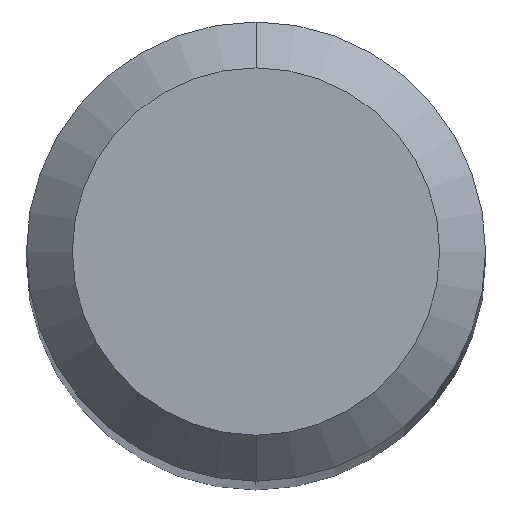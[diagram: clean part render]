
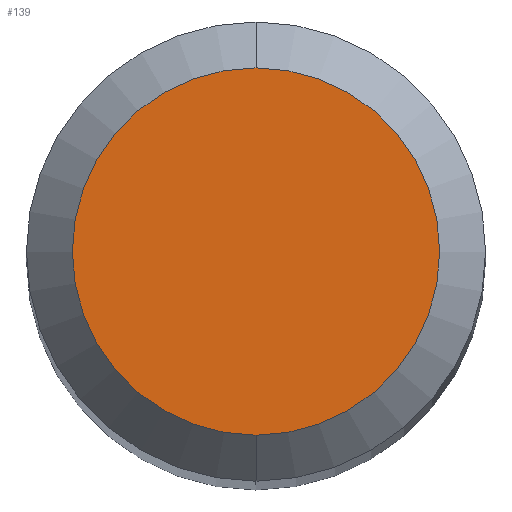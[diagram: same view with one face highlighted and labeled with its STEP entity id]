
A CAD part, top view. The second image highlights one B-rep face of the part: STEP entity #139.
In plain terms, the highlighted planar face has unit normal (0, 0, 1).
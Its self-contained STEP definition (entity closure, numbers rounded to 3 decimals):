
#26 = EDGE_LOOP ( 'NONE', ( #233, #429 ) ) ;
#35 = PLANE ( 'NONE',  #256 ) ;
#36 = VERTEX_POINT ( 'NONE', #322 ) ;
#40 = FACE_OUTER_BOUND ( 'NONE', #26, .T. ) ;
#54 = AXIS2_PLACEMENT_3D ( 'NONE', #99, #411, #367 ) ;
#69 = DIRECTION ( 'NONE',  ( 0., 1., 0. ) ) ;
#79 = AXIS2_PLACEMENT_3D ( 'NONE', #126, #362, #262 ) ;
#86 = EDGE_CURVE ( 'NONE', #36, #291, #377, .T. ) ;
#93 = DIRECTION ( 'NONE',  ( 0., 0., -1. ) ) ;
#99 = CARTESIAN_POINT ( 'NONE',  ( 0., 0., 38. ) ) ;
#126 = CARTESIAN_POINT ( 'NONE',  ( 0., 0., 38. ) ) ;
#132 = CARTESIAN_POINT ( 'NONE',  ( 0., 0., 38. ) ) ;
#139 = ADVANCED_FACE ( 'NONE', ( #40 ), #35, .F. ) ;
#159 = EDGE_CURVE ( 'NONE', #291, #36, #390, .T. ) ;
#233 = ORIENTED_EDGE ( 'NONE', *, *, #86, .F. ) ;
#250 = CARTESIAN_POINT ( 'NONE',  ( 0., -1.2, 38. ) ) ;
#256 = AXIS2_PLACEMENT_3D ( 'NONE', #132, #93, #69 ) ;
#262 = DIRECTION ( 'NONE',  ( 0., 1., 0. ) ) ;
#291 = VERTEX_POINT ( 'NONE', #250 ) ;
#322 = CARTESIAN_POINT ( 'NONE',  ( 0., 1.2, 38. ) ) ;
#362 = DIRECTION ( 'NONE',  ( 0., 0., -1. ) ) ;
#367 = DIRECTION ( 'NONE',  ( 0., 1., 0. ) ) ;
#377 = CIRCLE ( 'NONE', #79, 1.2 ) ;
#390 = CIRCLE ( 'NONE', #54, 1.2 ) ;
#411 = DIRECTION ( 'NONE',  ( 0., 0., -1. ) ) ;
#429 = ORIENTED_EDGE ( 'NONE', *, *, #159, .F. ) ;
